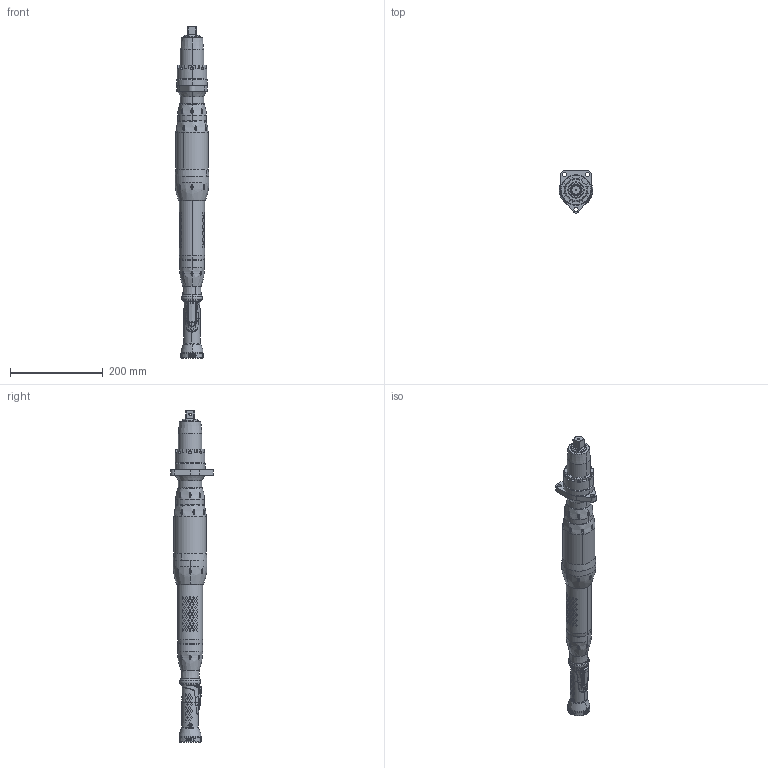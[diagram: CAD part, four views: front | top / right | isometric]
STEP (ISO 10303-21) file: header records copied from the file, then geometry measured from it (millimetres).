
FILE_DESCRIPTION((''),'2;1');
FILE_NAME('EXT_COMP_SW0011','2024-05-18T23:38:04',('INEdipo'),(''),'CREO PARAMETRIC BY PTC INC, 2022414','CREO PARAMETRIC BY PTC INC, 2022414','');
FILE_SCHEMA(('AP242_MANAGED_MODEL_BASED_3D_ENGINEERING_MIM_LF { 1 0 10303 442 1 1 4 }'));
Products named in the file (1): EXT_COMP_SW0011
Bounding box: 73 x 91.72 x 717.4 mm (x, y, z)
Volume: 1711800.5 mm3; surface area: 159112 mm2
Topology: 3 solids, 3 shells, 2758 faces, 7340 edges, 4817 vertices
Faces by surface type: bspline 962, plane 828, cylinder 382, cone 242, extrusion 204, torus 119, revolution 17, sphere 4
Entity records: 192013 total; most frequent: CARTESIAN_POINT 113712, ORIENTED_EDGE 14672, DIRECTION 7541, EDGE_CURVE 7336, VERTEX_POINT 4817, B_SPLINE_CURVE_WITH_KNOTS 4301, EDGE_LOOP 3019, PRESENTATION_STYLE_ASSIGNMENT 2954
